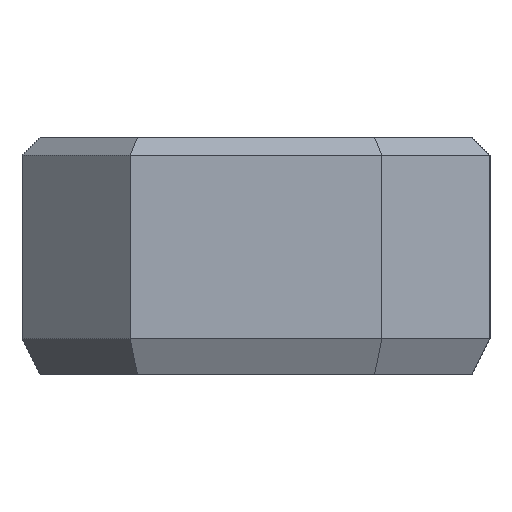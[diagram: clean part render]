
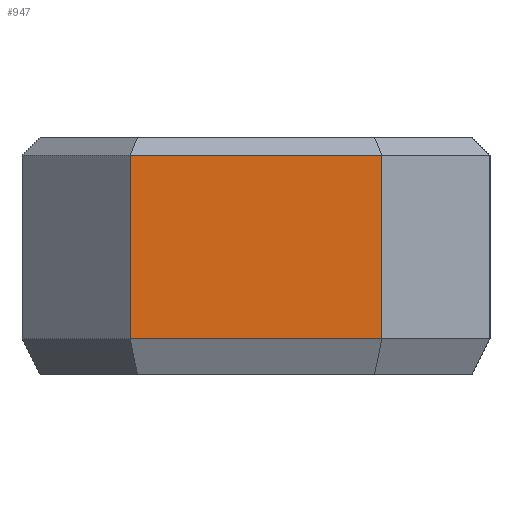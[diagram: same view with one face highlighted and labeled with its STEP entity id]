
A CAD part, left-side view. The second image highlights one B-rep face of the part: STEP entity #947.
In plain terms, the highlighted planar face has unit normal (-1, 0, 0).
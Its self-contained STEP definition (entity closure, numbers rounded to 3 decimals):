
#47=FACE_OUTER_BOUND('',#107,.T.);
#107=EDGE_LOOP('',(#653,#654,#655,#656));
#173=LINE('',#1364,#295);
#191=LINE('',#1398,#313);
#192=LINE('',#1400,#314);
#193=LINE('',#1401,#315);
#295=VECTOR('',#1095,10.);
#313=VECTOR('',#1127,10.);
#314=VECTOR('',#1128,10.);
#315=VECTOR('',#1129,10.);
#417=VERTEX_POINT('',#1361);
#418=VERTEX_POINT('',#1363);
#427=VERTEX_POINT('',#1397);
#428=VERTEX_POINT('',#1399);
#495=EDGE_CURVE('',#417,#418,#173,.T.);
#513=EDGE_CURVE('',#427,#417,#191,.T.);
#514=EDGE_CURVE('',#428,#427,#192,.T.);
#515=EDGE_CURVE('',#418,#428,#193,.T.);
#653=ORIENTED_EDGE('',*,*,#495,.F.);
#654=ORIENTED_EDGE('',*,*,#513,.F.);
#655=ORIENTED_EDGE('',*,*,#514,.F.);
#656=ORIENTED_EDGE('',*,*,#515,.F.);
#893=PLANE('',#1021);
#947=ADVANCED_FACE('',(#47),#893,.T.);
#1021=AXIS2_PLACEMENT_3D('',#1396,#1125,#1126);
#1095=DIRECTION('',(0.,1.,0.));
#1125=DIRECTION('center_axis',(-1.,0.,0.));
#1126=DIRECTION('ref_axis',(0.,-1.,0.));
#1127=DIRECTION('',(0.,0.,-1.));
#1128=DIRECTION('',(0.,-1.,0.));
#1129=DIRECTION('',(0.,0.,1.));
#1361=CARTESIAN_POINT('',(-27.5,-3.5,1.));
#1363=CARTESIAN_POINT('',(-27.5,3.5,1.));
#1364=CARTESIAN_POINT('',(-27.5,3.25,1.));
#1396=CARTESIAN_POINT('Origin',(-27.5,6.5,0.));
#1397=CARTESIAN_POINT('',(-27.5,-3.5,6.1));
#1398=CARTESIAN_POINT('',(-27.5,-3.5,0.));
#1399=CARTESIAN_POINT('',(-27.5,3.5,6.1));
#1400=CARTESIAN_POINT('',(-27.5,3.25,6.1));
#1401=CARTESIAN_POINT('',(-27.5,3.5,0.));
